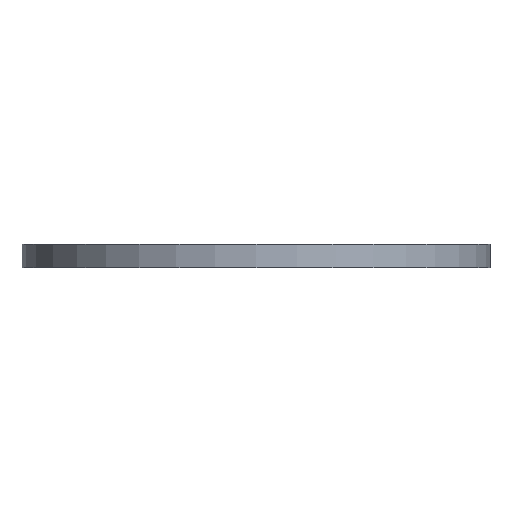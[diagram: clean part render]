
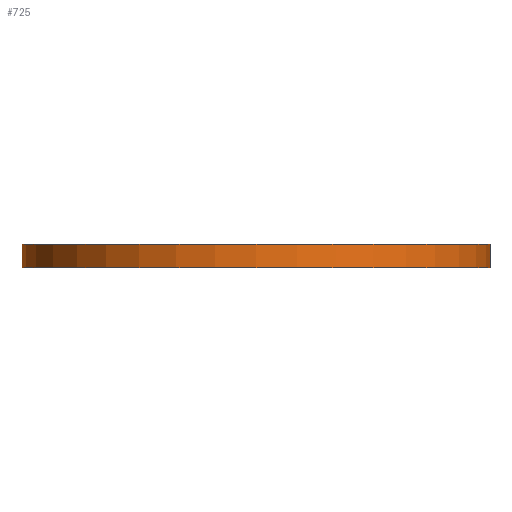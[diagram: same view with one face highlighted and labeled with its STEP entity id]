
A CAD part, front view. The second image highlights one B-rep face of the part: STEP entity #725.
In plain terms, the highlighted cylindrical face has radius 202.5 mm (diameter 405 mm), a partial arc.
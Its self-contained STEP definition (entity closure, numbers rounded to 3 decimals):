
#579 = DIRECTION ( 'NONE',  ( 0., 0., 1. ) ) ;
#669 = CARTESIAN_POINT ( 'NONE',  ( 0., 0., 0. ) ) ;
#725 = ADVANCED_FACE ( 'NONE', ( #3720 ), #5200, .T. ) ;
#813 = LINE ( 'NONE', #1477, #6766 ) ;
#987 = CARTESIAN_POINT ( 'NONE',  ( 0., 0., -20. ) ) ;
#1477 = CARTESIAN_POINT ( 'NONE',  ( -202.5, 0., -20. ) ) ;
#1596 = DIRECTION ( 'NONE',  ( 1., 0., 0. ) ) ;
#1647 = DIRECTION ( 'NONE',  ( 0., 0., 1. ) ) ;
#1782 = AXIS2_PLACEMENT_3D ( 'NONE', #669, #2001, #7718 ) ;
#1950 = CARTESIAN_POINT ( 'NONE',  ( 202.5, 0., 0. ) ) ;
#2001 = DIRECTION ( 'NONE',  ( 0., 0., 1. ) ) ;
#2326 = CARTESIAN_POINT ( 'NONE',  ( 0., 0., -20. ) ) ;
#2767 = ORIENTED_EDGE ( 'NONE', *, *, #3673, .F. ) ;
#2853 = CIRCLE ( 'NONE', #9354, 202.5 ) ;
#3064 = CARTESIAN_POINT ( 'NONE',  ( -202.5, 0., -20. ) ) ;
#3139 = CARTESIAN_POINT ( 'NONE',  ( -202.5, 0., 0. ) ) ;
#3419 = ORIENTED_EDGE ( 'NONE', *, *, #3789, .F. ) ;
#3673 = EDGE_CURVE ( 'NONE', #8299, #8658, #6913, .T. ) ;
#3691 = DIRECTION ( 'NONE',  ( 0., 0., 1. ) ) ;
#3720 = FACE_OUTER_BOUND ( 'NONE', #4249, .T. ) ;
#3789 = EDGE_CURVE ( 'NONE', #4051, #8299, #813, .T. ) ;
#4051 = VERTEX_POINT ( 'NONE', #3064 ) ;
#4150 = ORIENTED_EDGE ( 'NONE', *, *, #6565, .T. ) ;
#4249 = EDGE_LOOP ( 'NONE', ( #3419, #4150, #8613, #2767 ) ) ;
#5200 = CYLINDRICAL_SURFACE ( 'NONE', #6130, 202.5 ) ;
#5220 = DIRECTION ( 'NONE',  ( 0., 0., 1. ) ) ;
#6130 = AXIS2_PLACEMENT_3D ( 'NONE', #987, #1647, #1596 ) ;
#6337 = EDGE_CURVE ( 'NONE', #6881, #8658, #7911, .T. ) ;
#6565 = EDGE_CURVE ( 'NONE', #4051, #6881, #2853, .T. ) ;
#6766 = VECTOR ( 'NONE', #3691, 1000. ) ;
#6881 = VERTEX_POINT ( 'NONE', #8474 ) ;
#6913 = CIRCLE ( 'NONE', #1782, 202.5 ) ;
#7112 = CARTESIAN_POINT ( 'NONE',  ( 202.5, 0., -20. ) ) ;
#7718 = DIRECTION ( 'NONE',  ( 1., 0., 0. ) ) ;
#7911 = LINE ( 'NONE', #7112, #8296 ) ;
#8094 = DIRECTION ( 'NONE',  ( 1., 0., 0. ) ) ;
#8296 = VECTOR ( 'NONE', #579, 1000. ) ;
#8299 = VERTEX_POINT ( 'NONE', #3139 ) ;
#8474 = CARTESIAN_POINT ( 'NONE',  ( 202.5, 0., -20. ) ) ;
#8613 = ORIENTED_EDGE ( 'NONE', *, *, #6337, .T. ) ;
#8658 = VERTEX_POINT ( 'NONE', #1950 ) ;
#9354 = AXIS2_PLACEMENT_3D ( 'NONE', #2326, #5220, #8094 ) ;
